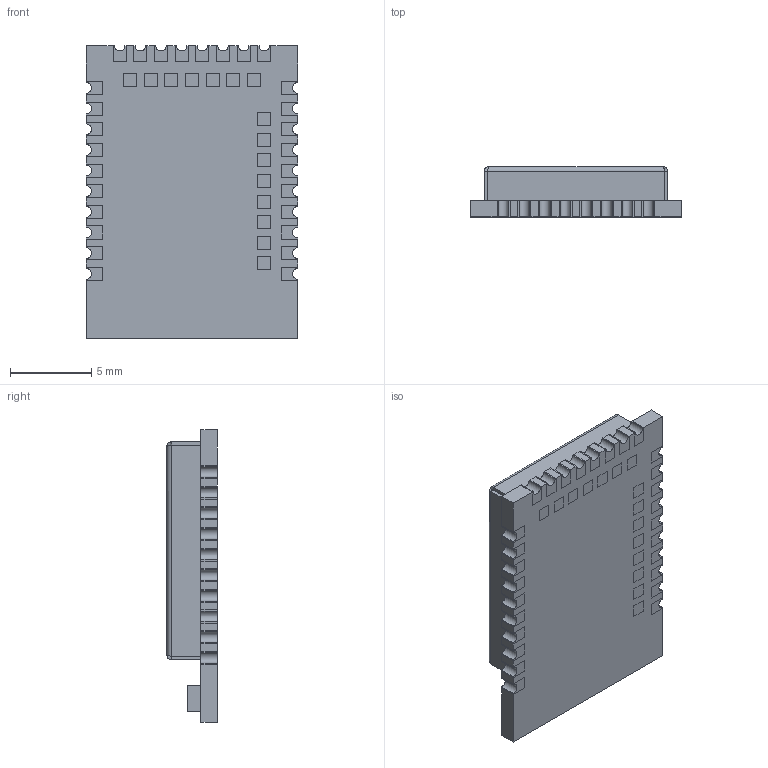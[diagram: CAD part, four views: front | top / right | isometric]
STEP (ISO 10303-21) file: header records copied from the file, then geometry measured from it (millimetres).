
FILE_DESCRIPTION (( 'STEP AP214' ), '1' );
FILE_NAME ('E73-2G4M08S1C.STEP', '2023-11-02T15:08:18', ( '' ), ( '' ), 'SwSTEP 2.0', 'SolidWorks 2021', '' );
FILE_SCHEMA (( 'AUTOMOTIVE_DESIGN' ));
Length unit declared in the file: millimetre
Products named in the file (1): E73-2G4M08S1C
Bounding box: 13 x 3.1 x 18 mm (x, y, z)
Volume: 288.7 mm3; surface area: 1305.4 mm2
Topology: 51 solids, 51 shells, 708 faces, 1732 edges, 1144 vertices
Faces by surface type: plane 664, cylinder 36, bspline 8
Entity records: 21124 total; most frequent: CARTESIAN_POINT 3905, ORIENTED_EDGE 3464, DIRECTION 3174, EDGE_CURVE 1732, LINE 1660, VECTOR 1660, VERTEX_POINT 1144, AXIS2_PLACEMENT_3D 757
